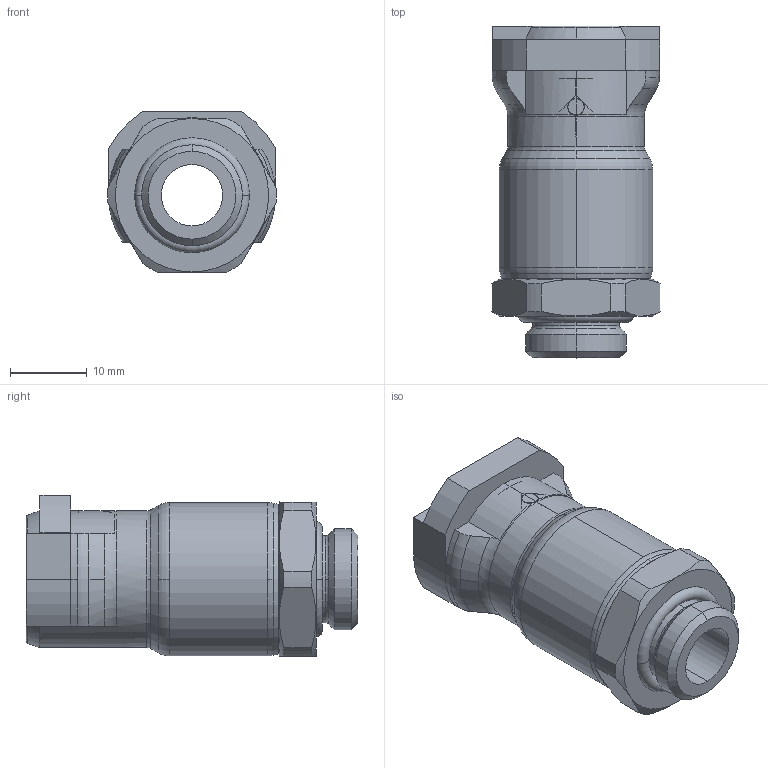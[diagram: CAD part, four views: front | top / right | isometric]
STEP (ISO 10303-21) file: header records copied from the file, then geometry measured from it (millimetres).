
FILE_DESCRIPTION(('STEP AP214'),'1');
FILE_NAME('7921_07_13.stp','2016-07-07T14:34:55',('TraceParts'),('TraceParts S.A.'),'Spatial InterOp 3D',' ',' ');
FILE_SCHEMA(('automotive_design'));
Length unit declared in the file: millimetre
Products named in the file (1): 1
Bounding box: 21.99 x 43.25 x 21.02 mm (x, y, z)
Volume: 7990.9 mm3; surface area: 5369.7 mm2
Topology: 1 solids, 1 shells, 172 faces, 465 edges, 303 vertices
Faces by surface type: plane 65, cylinder 50, cone 32, torus 25
Entity records: 5918 total; most frequent: CARTESIAN_POINT 1514, DIRECTION 967, ORIENTED_EDGE 930, EDGE_CURVE 465, AXIS2_PLACEMENT_3D 395, VERTEX_POINT 303, CIRCLE 206, EDGE_LOOP 184
